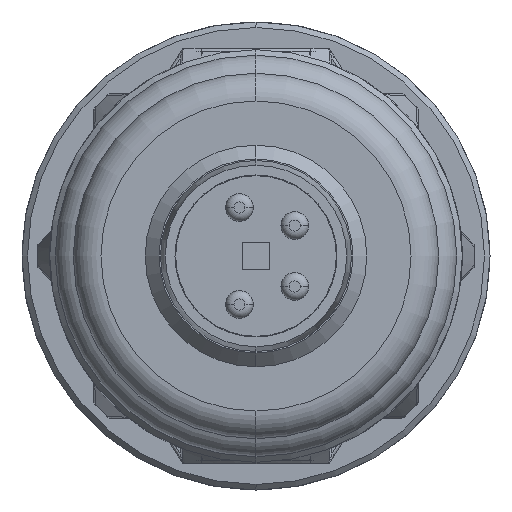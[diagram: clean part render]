
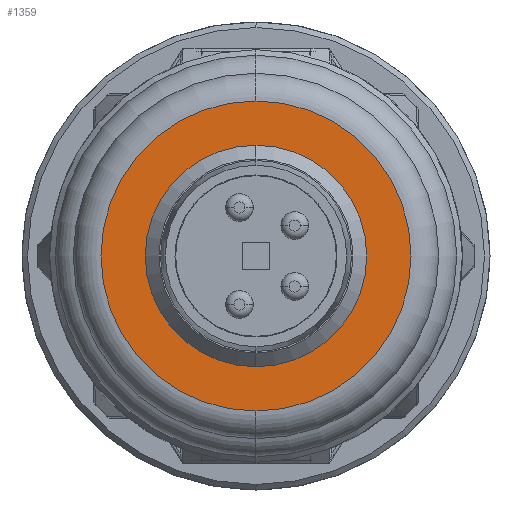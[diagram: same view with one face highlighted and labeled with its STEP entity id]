
A CAD part, left-side view. The second image highlights one B-rep face of the part: STEP entity #1359.
In plain terms, the highlighted planar face has unit normal (-1, 0, 0).
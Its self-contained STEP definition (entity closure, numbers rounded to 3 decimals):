
#1359=ADVANCED_FACE('NONE',(#3491,#3492),#3493,.F.);
#3491=FACE_OUTER_BOUND('',#6467,.T.);
#3492=FACE_BOUND('',#6468,.T.);
#3493=PLANE('',#6469);
#6467=EDGE_LOOP('',(#14240,#14241));
#6468=EDGE_LOOP('',(#14242,#14243));
#6469=AXIS2_PLACEMENT_3D('',#14244,#14245,#14246);
#14240=ORIENTED_EDGE('',*,*,#21788,.T.);
#14241=ORIENTED_EDGE('',*,*,#21685,.T.);
#14242=ORIENTED_EDGE('',*,*,#21682,.T.);
#14243=ORIENTED_EDGE('',*,*,#21789,.T.);
#14244=CARTESIAN_POINT('',(-6.82,3.5,0.0));
#14245=DIRECTION('',(1.0,0.0,0.0));
#14246=DIRECTION('',(0.0,1.0,-0.0));
#21682=EDGE_CURVE('NONE',#25527,#25525,#25528,.T.);
#21685=EDGE_CURVE('NONE',#25531,#25532,#25533,.T.);
#21788=EDGE_CURVE('NONE',#25532,#25531,#25686,.T.);
#21789=EDGE_CURVE('NONE',#25525,#25527,#25687,.T.);
#25525=VERTEX_POINT('NONE',#31430);
#25527=VERTEX_POINT('NONE',#31433);
#25528=CIRCLE('',#31434,4.);
#25531=VERTEX_POINT('NONE',#31438);
#25532=VERTEX_POINT('NONE',#31439);
#25533=CIRCLE('',#31440,5.6);
#25686=CIRCLE('',#31709,5.6);
#25687=CIRCLE('',#31710,4.);
#31430=CARTESIAN_POINT('',(-6.82,0.,4.));
#31433=CARTESIAN_POINT('',(-6.82,0.0,-4.));
#31434=AXIS2_PLACEMENT_3D('',#39587,#39588,#39589);
#31438=CARTESIAN_POINT('',(-6.82,0.,5.6));
#31439=CARTESIAN_POINT('',(-6.82,0.0,-5.6));
#31440=AXIS2_PLACEMENT_3D('',#39591,#39592,#39593);
#31709=AXIS2_PLACEMENT_3D('',#39727,#39728,#39729);
#31710=AXIS2_PLACEMENT_3D('',#39730,#39731,#39732);
#39587=CARTESIAN_POINT('',(-6.82,0.0,0.0));
#39588=DIRECTION('',(1.0,0.0,0.0));
#39589=DIRECTION('',(0.0,0.0,-1.0));
#39591=CARTESIAN_POINT('',(-6.82,0.0,0.0));
#39592=DIRECTION('',(-1.0,-0.0,-0.0));
#39593=DIRECTION('',(0.0,0.0,-1.0));
#39727=CARTESIAN_POINT('',(-6.82,0.0,0.0));
#39728=DIRECTION('',(-1.0,-0.0,-0.0));
#39729=DIRECTION('',(0.0,0.0,-1.0));
#39730=CARTESIAN_POINT('',(-6.82,0.0,0.0));
#39731=DIRECTION('',(1.0,0.0,0.0));
#39732=DIRECTION('',(0.0,0.0,-1.0));
